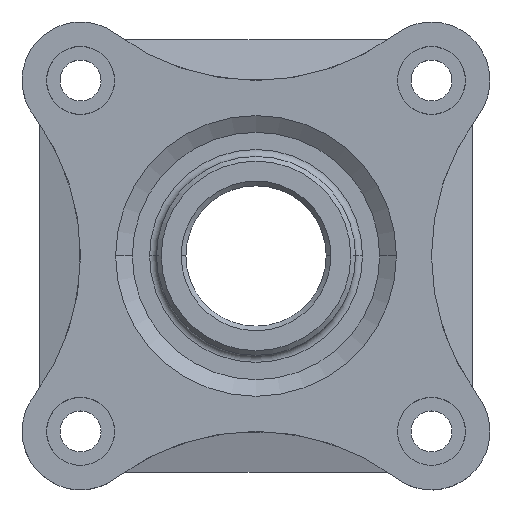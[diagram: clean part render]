
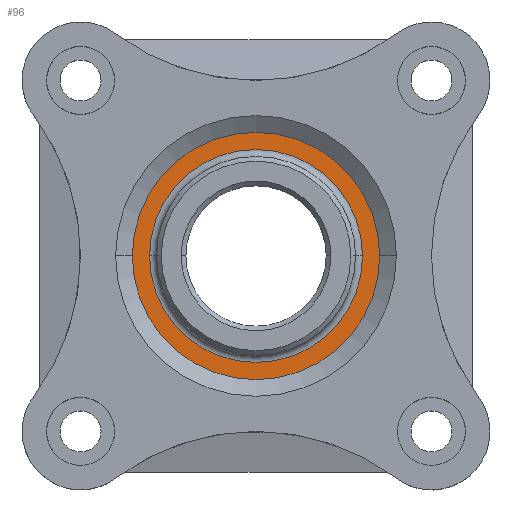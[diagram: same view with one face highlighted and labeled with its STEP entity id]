
A CAD part, top view. The second image highlights one B-rep face of the part: STEP entity #96.
In plain terms, the highlighted planar face has unit normal (0, 0, 1).
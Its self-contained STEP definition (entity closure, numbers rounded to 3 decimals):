
#26 = DIRECTION ( 'NONE',  ( 1., 0., 0. ) ) ;
#64 = FACE_BOUND ( 'NONE', #194, .T. ) ;
#96 = ADVANCED_FACE ( 'NONE', ( #64, #351 ), #819, .T. ) ;
#126 = AXIS2_PLACEMENT_3D ( 'NONE', #1487, #1439, #26 ) ;
#194 = EDGE_LOOP ( 'NONE', ( #1536, #1755 ) ) ;
#301 = CARTESIAN_POINT ( 'NONE',  ( -45.5, 0., 25. ) ) ;
#308 = DIRECTION ( 'NONE',  ( 0., 0., 1. ) ) ;
#314 = EDGE_CURVE ( 'NONE', #1739, #521, #1890, .T. ) ;
#317 = DIRECTION ( 'NONE',  ( 1., 0., 0. ) ) ;
#351 = FACE_OUTER_BOUND ( 'NONE', #1668, .T. ) ;
#398 = CARTESIAN_POINT ( 'NONE',  ( 52.859, 0., 25. ) ) ;
#417 = AXIS2_PLACEMENT_3D ( 'NONE', #1683, #1692, #482 ) ;
#482 = DIRECTION ( 'NONE',  ( 1., 0., 0. ) ) ;
#521 = VERTEX_POINT ( 'NONE', #1594 ) ;
#534 = AXIS2_PLACEMENT_3D ( 'NONE', #1405, #2041, #1753 ) ;
#620 = CIRCLE ( 'NONE', #1038, 52.859 ) ;
#644 = ORIENTED_EDGE ( 'NONE', *, *, #1840, .T. ) ;
#678 = AXIS2_PLACEMENT_3D ( 'NONE', #1180, #942, #1246 ) ;
#819 = PLANE ( 'NONE',  #126 ) ;
#867 = CIRCLE ( 'NONE', #534, 52.859 ) ;
#942 = DIRECTION ( 'NONE',  ( 0., 0., -1. ) ) ;
#1038 = AXIS2_PLACEMENT_3D ( 'NONE', #1749, #308, #317 ) ;
#1052 = EDGE_CURVE ( 'NONE', #1575, #1572, #620, .T. ) ;
#1156 = ORIENTED_EDGE ( 'NONE', *, *, #1052, .T. ) ;
#1180 = CARTESIAN_POINT ( 'NONE',  ( 0., 0., 25. ) ) ;
#1246 = DIRECTION ( 'NONE',  ( 1., 0., 0. ) ) ;
#1297 = CIRCLE ( 'NONE', #417, 45.5 ) ;
#1405 = CARTESIAN_POINT ( 'NONE',  ( 0., 0., 25. ) ) ;
#1439 = DIRECTION ( 'NONE',  ( 0., 0., 1. ) ) ;
#1487 = CARTESIAN_POINT ( 'NONE',  ( 0., 52.859, 25. ) ) ;
#1536 = ORIENTED_EDGE ( 'NONE', *, *, #1792, .T. ) ;
#1572 = VERTEX_POINT ( 'NONE', #398 ) ;
#1575 = VERTEX_POINT ( 'NONE', #1672 ) ;
#1594 = CARTESIAN_POINT ( 'NONE',  ( 45.5, 0., 25. ) ) ;
#1668 = EDGE_LOOP ( 'NONE', ( #644, #1156 ) ) ;
#1672 = CARTESIAN_POINT ( 'NONE',  ( -52.859, 0., 25. ) ) ;
#1683 = CARTESIAN_POINT ( 'NONE',  ( 0., 0., 25. ) ) ;
#1692 = DIRECTION ( 'NONE',  ( 0., 0., -1. ) ) ;
#1739 = VERTEX_POINT ( 'NONE', #301 ) ;
#1749 = CARTESIAN_POINT ( 'NONE',  ( 0., 0., 25. ) ) ;
#1753 = DIRECTION ( 'NONE',  ( 1., 0., 0. ) ) ;
#1755 = ORIENTED_EDGE ( 'NONE', *, *, #314, .T. ) ;
#1792 = EDGE_CURVE ( 'NONE', #521, #1739, #1297, .T. ) ;
#1840 = EDGE_CURVE ( 'NONE', #1572, #1575, #867, .T. ) ;
#1890 = CIRCLE ( 'NONE', #678, 45.5 ) ;
#2041 = DIRECTION ( 'NONE',  ( 0., 0., 1. ) ) ;
